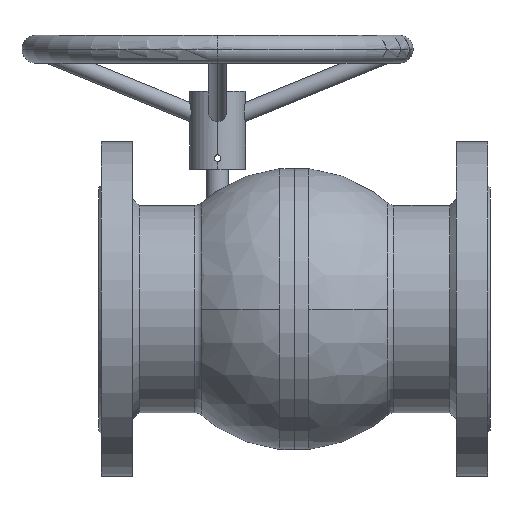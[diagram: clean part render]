
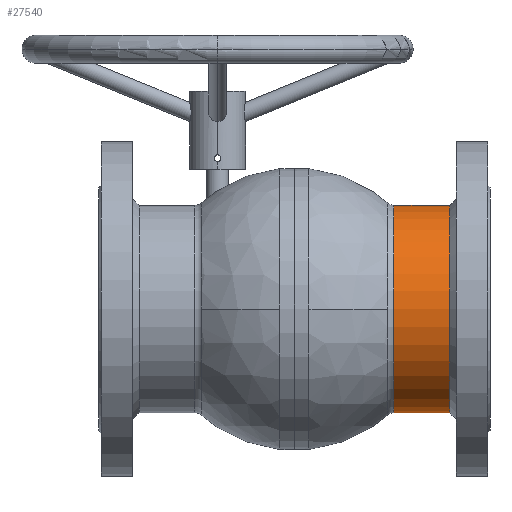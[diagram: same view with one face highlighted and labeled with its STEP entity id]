
A CAD part, front view. The second image highlights one B-rep face of the part: STEP entity #27540.
In plain terms, the highlighted cylindrical face has radius 92.8 mm (diameter 185.6 mm), a partial arc.
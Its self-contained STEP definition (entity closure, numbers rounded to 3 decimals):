
#239 = CYLINDRICAL_SURFACE ( 'NONE', #27437, 92.8 ) ;
#348 = VECTOR ( 'NONE', #11110, 1000. ) ;
#1106 = EDGE_LOOP ( 'NONE', ( #26942, #29621, #35293, #32509 ) ) ;
#4285 = LINE ( 'NONE', #23416, #15650 ) ;
#6635 = DIRECTION ( 'NONE',  ( 1., 0., 0. ) ) ;
#9864 = EDGE_CURVE ( 'NONE', #20175, #36951, #4285, .T. ) ;
#10633 = CARTESIAN_POINT ( 'NONE',  ( 165.5, 71.142, -92.8 ) ) ;
#11110 = DIRECTION ( 'NONE',  ( 1., 0., 0. ) ) ;
#11230 = CARTESIAN_POINT ( 'NONE',  ( 89.01, 71.142, -92.8 ) ) ;
#12802 = EDGE_CURVE ( 'NONE', #24079, #36951, #27432, .T. ) ;
#14674 = DIRECTION ( 'NONE',  ( 0., 0., 1. ) ) ;
#15650 = VECTOR ( 'NONE', #15699, 1000. ) ;
#15699 = DIRECTION ( 'NONE',  ( 1., 0., 0. ) ) ;
#17340 = DIRECTION ( 'NONE',  ( 0., 0., -1. ) ) ;
#19727 = LINE ( 'NONE', #31128, #348 ) ;
#20037 = CARTESIAN_POINT ( 'NONE',  ( 229.748, 71.142, 0. ) ) ;
#20175 = VERTEX_POINT ( 'NONE', #31144 ) ;
#20548 = VERTEX_POINT ( 'NONE', #11230 ) ;
#22095 = CARTESIAN_POINT ( 'NONE',  ( 165.5, 71.142, 92.8 ) ) ;
#23416 = CARTESIAN_POINT ( 'NONE',  ( 229.748, 71.142, 92.8 ) ) ;
#24079 = VERTEX_POINT ( 'NONE', #10633 ) ;
#24590 = CIRCLE ( 'NONE', #29377, 92.8 ) ;
#25279 = DIRECTION ( 'NONE',  ( 0., 0., 1. ) ) ;
#25663 = DIRECTION ( 'NONE',  ( 1., 0., 0. ) ) ;
#26942 = ORIENTED_EDGE ( 'NONE', *, *, #34816, .T. ) ;
#27432 = CIRCLE ( 'NONE', #28628, 92.8 ) ;
#27437 = AXIS2_PLACEMENT_3D ( 'NONE', #20037, #25663, #25279 ) ;
#27540 = ADVANCED_FACE ( 'NONE', ( #36655 ), #239, .T. ) ;
#28628 = AXIS2_PLACEMENT_3D ( 'NONE', #31517, #34498, #17340 ) ;
#29067 = CARTESIAN_POINT ( 'NONE',  ( 89.01, 71.142, 0. ) ) ;
#29377 = AXIS2_PLACEMENT_3D ( 'NONE', #29067, #6635, #14674 ) ;
#29621 = ORIENTED_EDGE ( 'NONE', *, *, #33627, .T. ) ;
#31128 = CARTESIAN_POINT ( 'NONE',  ( 229.748, 71.142, -92.8 ) ) ;
#31144 = CARTESIAN_POINT ( 'NONE',  ( 89.01, 71.142, 92.8 ) ) ;
#31517 = CARTESIAN_POINT ( 'NONE',  ( 165.5, 71.142, 0. ) ) ;
#32509 = ORIENTED_EDGE ( 'NONE', *, *, #9864, .F. ) ;
#33627 = EDGE_CURVE ( 'NONE', #20548, #24079, #19727, .T. ) ;
#34498 = DIRECTION ( 'NONE',  ( -1., 0., 0. ) ) ;
#34816 = EDGE_CURVE ( 'NONE', #20175, #20548, #24590, .T. ) ;
#35293 = ORIENTED_EDGE ( 'NONE', *, *, #12802, .T. ) ;
#36655 = FACE_OUTER_BOUND ( 'NONE', #1106, .T. ) ;
#36951 = VERTEX_POINT ( 'NONE', #22095 ) ;
